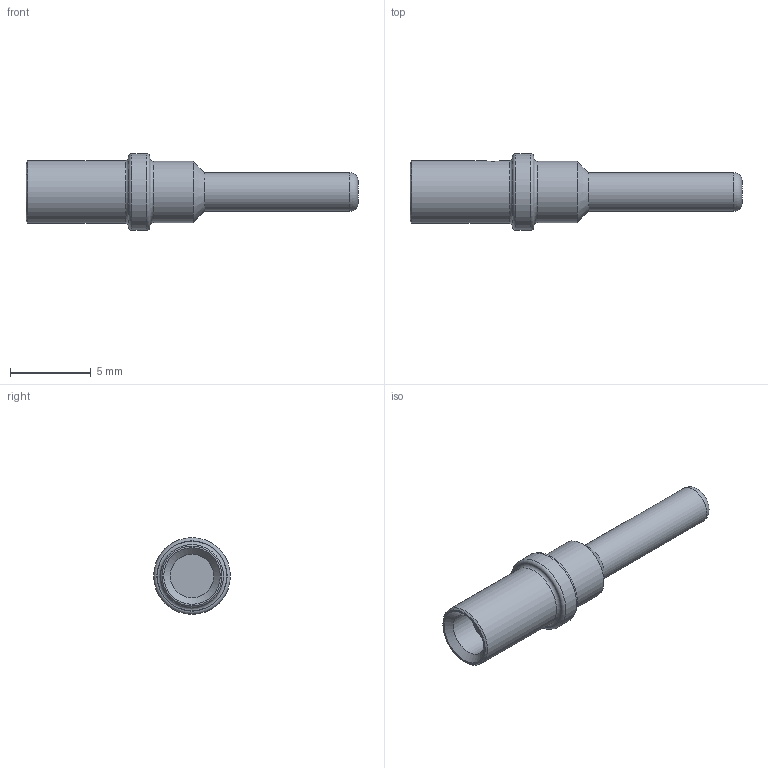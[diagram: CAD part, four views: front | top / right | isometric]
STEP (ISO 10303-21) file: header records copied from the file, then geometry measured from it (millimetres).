
FILE_DESCRIPTION( ( 'STEP AP203' ), '1' );
FILE_NAME( 'AT60-204-12141.stp', '2019-05-16T14:38:27', ( '' ), ( '' ), ' ', 'PARTsolutions', ' ' );
FILE_SCHEMA( ( 'CONFIG_CONTROL_DESIGN' ) );
Length unit declared in the file: millimetre
Products named in the file (1): _AT60-204-12141
Bounding box: 20.57 x 4.75 x 4.75 mm (x, y, z)
Volume: 164.3 mm3; surface area: 249 mm2
Topology: 1 solids, 1 shells, 20 faces, 33 edges, 19 vertices
Faces by surface type: cylinder 7, plane 5, torus 5, cone 3
Full cylindrical faces by diameter (mm): 1 x1, 2.38 x1, 2.7 x1, 3.8 x1, 3.9 x1, 4.75 x1
Entity records: 468 total; most frequent: CARTESIAN_POINT 95, DIRECTION 76, AXIS2_PLACEMENT_3D 38, EDGE_LOOP 38, ORIENTED_EDGE 38, FACE_OUTER_BOUND 31, ADVANCED_FACE 20, EDGE_CURVE 19
